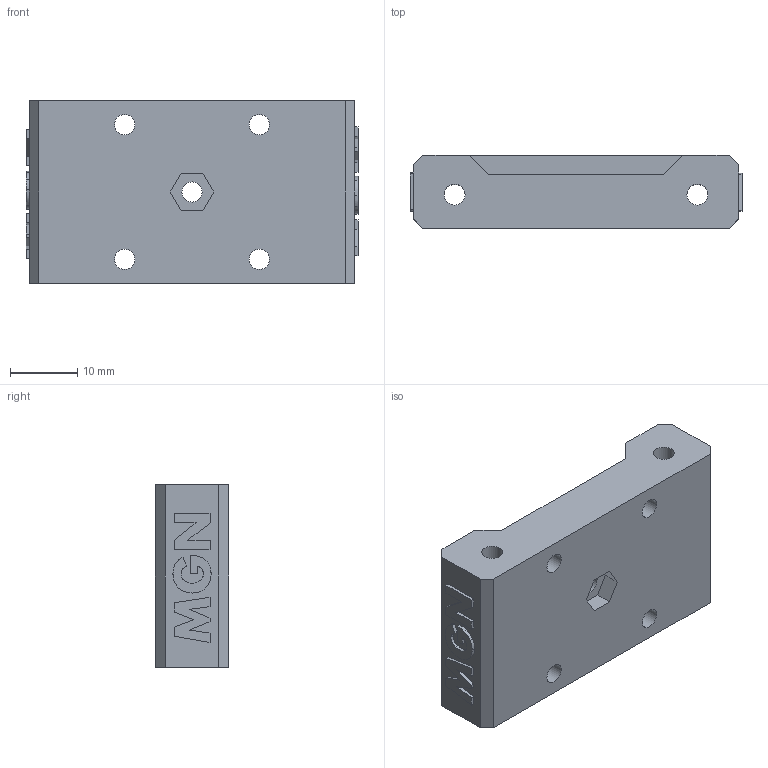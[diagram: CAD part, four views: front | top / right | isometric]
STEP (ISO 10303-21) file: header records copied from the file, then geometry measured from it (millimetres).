
FILE_DESCRIPTION(/* description */ (''),/* implementation_level */ '2;1');
FILE_NAME(/* name */ 'X_carriage_-_Top.step',/* time_stamp */ '2020-02-01T17:29:41-05:00',/* author */ (''),/* organization */ (''),/* preprocessor_version */ 'ST-DEVELOPER v18',/* originating_system */ 'Autodesk Translation Framework v8.12.0.6',/* authorisation */ '');
FILE_SCHEMA (('AUTOMOTIVE_DESIGN { 1 0 10303 214 3 1 1 }'));
Length unit declared in the file: millimetre
Products named in the file (1): FusionComponent
Bounding box: 49.23 x 10.83 x 27 mm (x, y, z)
Volume: 11241.3 mm3; surface area: 5287.5 mm2
Topology: 1 solids, 1 shells, 134 faces, 369 edges, 244 vertices
Faces by surface type: plane 89, bspline 34, cylinder 11
Full cylindrical faces by diameter (mm): 3 x5, 3.1 x2, 6 x4
Entity records: 4597 total; most frequent: CARTESIAN_POINT 1326, ORIENTED_EDGE 738, DIRECTION 527, EDGE_CURVE 369, LINE 277, VECTOR 277, VERTEX_POINT 244, EDGE_LOOP 155
